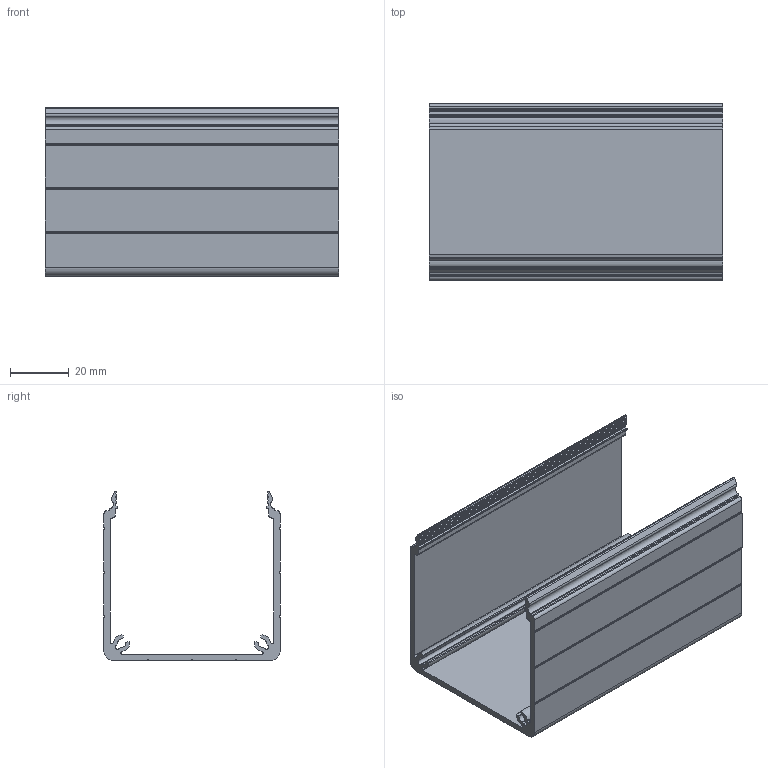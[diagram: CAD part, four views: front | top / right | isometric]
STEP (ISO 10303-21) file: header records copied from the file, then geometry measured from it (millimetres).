
FILE_DESCRIPTION(('STEP AP203'),'1');
FILE_NAME('SAFE00E3568.stp','2023-10-09T08:32:02',(' '),(' '),'Spatial InterOp 3D',' ',' ');
FILE_SCHEMA(('CONFIG_CONTROL_DESIGN'));
Length unit declared in the file: millimetre
Products named in the file (1): Goulotte U 60x60 SE
Bounding box: 100 x 60 x 57.5 mm (x, y, z)
Volume: 39636.1 mm3; surface area: 39301.9 mm2
Topology: 1 solids, 1 shells, 192 faces, 570 edges, 380 vertices
Faces by surface type: cylinder 105, plane 87
Entity records: 6632 total; most frequent: DIRECTION 1166, CARTESIAN_POINT 1143, ORIENTED_EDGE 1140, EDGE_CURVE 570, AXIS2_PLACEMENT_3D 403, VERTEX_POINT 380, LINE 360, VECTOR 360
